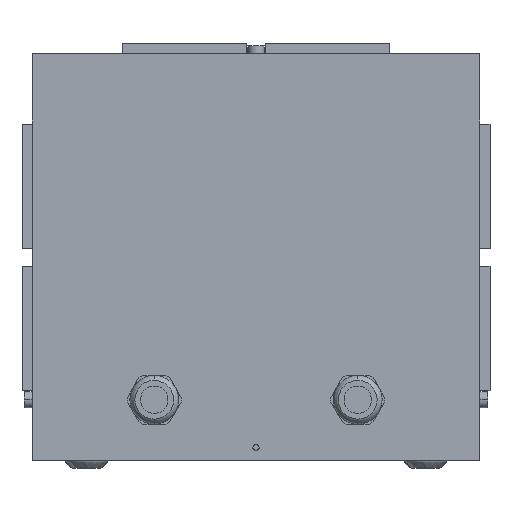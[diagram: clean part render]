
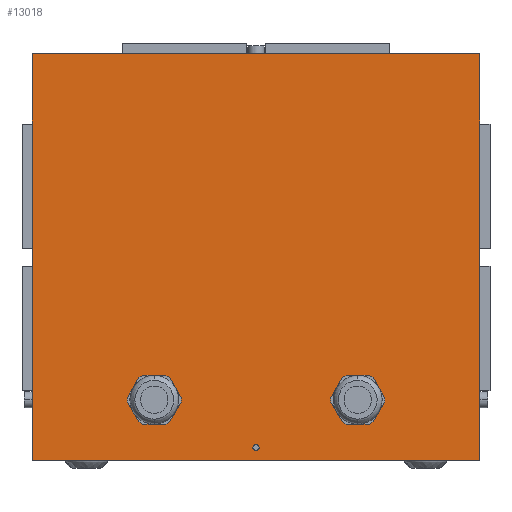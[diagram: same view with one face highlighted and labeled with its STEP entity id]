
A CAD part, front view. The second image highlights one B-rep face of the part: STEP entity #13018.
In plain terms, the highlighted planar face has unit normal (0, -1, 0).
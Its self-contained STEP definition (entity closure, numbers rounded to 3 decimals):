
#118 = CARTESIAN_POINT ( 'NONE',  ( -50., -125., 28.5 ) ) ;
#150 = CARTESIAN_POINT ( 'NONE',  ( 0., -125., 6.5 ) ) ;
#176 = DIRECTION ( 'NONE',  ( 0., -1., 0. ) ) ;
#200 = CARTESIAN_POINT ( 'NONE',  ( -110., -125., 198.5 ) ) ;
#208 = CARTESIAN_POINT ( 'NONE',  ( 0., -125., 5. ) ) ;
#227 = CIRCLE ( 'NONE', #5522, 1.5 ) ;
#245 = VERTEX_POINT ( 'NONE', #11119 ) ;
#611 = FACE_BOUND ( 'NONE', #13155, .T. ) ;
#719 = ORIENTED_EDGE ( 'NONE', *, *, #4835, .F. ) ;
#811 = EDGE_CURVE ( 'NONE', #3095, #7059, #5368, .T. ) ;
#1020 = VERTEX_POINT ( 'NONE', #8389 ) ;
#1427 = CARTESIAN_POINT ( 'NONE',  ( -50., -125., 38.75 ) ) ;
#1710 = EDGE_CURVE ( 'NONE', #245, #11589, #9022, .T. ) ;
#1726 = ORIENTED_EDGE ( 'NONE', *, *, #4999, .F. ) ;
#1962 = CARTESIAN_POINT ( 'NONE',  ( 50., -125., 28.5 ) ) ;
#2055 = VERTEX_POINT ( 'NONE', #6030 ) ;
#2104 = DIRECTION ( 'NONE',  ( 0., -1., 0. ) ) ;
#2211 = DIRECTION ( 'NONE',  ( 0., 0., -1. ) ) ;
#2722 = CARTESIAN_POINT ( 'NONE',  ( -110., -125., 198.5 ) ) ;
#2999 = DIRECTION ( 'NONE',  ( 0., 0., -1. ) ) ;
#3005 = ORIENTED_EDGE ( 'NONE', *, *, #9855, .F. ) ;
#3095 = VERTEX_POINT ( 'NONE', #7611 ) ;
#3266 = ORIENTED_EDGE ( 'NONE', *, *, #6660, .F. ) ;
#3349 = CIRCLE ( 'NONE', #12716, 10.25 ) ;
#3523 = CARTESIAN_POINT ( 'NONE',  ( 50., -125., 18.25 ) ) ;
#3695 = EDGE_LOOP ( 'NONE', ( #7571, #3005 ) ) ;
#3740 = DIRECTION ( 'NONE',  ( 1., 0., 0. ) ) ;
#3972 = CARTESIAN_POINT ( 'NONE',  ( -50., -125., 28.5 ) ) ;
#3993 = DIRECTION ( 'NONE',  ( 0., -1., 0. ) ) ;
#4067 = CARTESIAN_POINT ( 'NONE',  ( 110., -125., -1.5 ) ) ;
#4159 = LINE ( 'NONE', #4895, #8648 ) ;
#4176 = EDGE_CURVE ( 'NONE', #1020, #7059, #4159, .T. ) ;
#4225 = DIRECTION ( 'NONE',  ( 0., -1., 0. ) ) ;
#4387 = VERTEX_POINT ( 'NONE', #150 ) ;
#4544 = ORIENTED_EDGE ( 'NONE', *, *, #8032, .T. ) ;
#4550 = VECTOR ( 'NONE', #2999, 1000. ) ;
#4626 = VERTEX_POINT ( 'NONE', #1427 ) ;
#4668 = AXIS2_PLACEMENT_3D ( 'NONE', #208, #4225, #5265 ) ;
#4835 = EDGE_CURVE ( 'NONE', #6124, #3095, #7834, .T. ) ;
#4852 = AXIS2_PLACEMENT_3D ( 'NONE', #200, #5432, #6453 ) ;
#4895 = CARTESIAN_POINT ( 'NONE',  ( -110., -125., -1.5 ) ) ;
#4999 = EDGE_CURVE ( 'NONE', #4626, #2055, #3349, .T. ) ;
#5128 = CARTESIAN_POINT ( 'NONE',  ( -110., -125., 198.5 ) ) ;
#5265 = DIRECTION ( 'NONE',  ( 0., 0., -1. ) ) ;
#5290 = ORIENTED_EDGE ( 'NONE', *, *, #811, .F. ) ;
#5368 = LINE ( 'NONE', #10089, #12090 ) ;
#5369 = DIRECTION ( 'NONE',  ( 0., -1., 0. ) ) ;
#5432 = DIRECTION ( 'NONE',  ( 0., 1., 0. ) ) ;
#5522 = AXIS2_PLACEMENT_3D ( 'NONE', #7367, #5369, #6526 ) ;
#5991 = CARTESIAN_POINT ( 'NONE',  ( -110., -125., 198.5 ) ) ;
#6030 = CARTESIAN_POINT ( 'NONE',  ( -50., -125., 18.25 ) ) ;
#6044 = DIRECTION ( 'NONE',  ( 0., 0., -1. ) ) ;
#6124 = VERTEX_POINT ( 'NONE', #5991 ) ;
#6158 = EDGE_CURVE ( 'NONE', #2055, #4626, #7170, .T. ) ;
#6204 = CIRCLE ( 'NONE', #4668, 1.5 ) ;
#6222 = VERTEX_POINT ( 'NONE', #12293 ) ;
#6305 = AXIS2_PLACEMENT_3D ( 'NONE', #1962, #3993, #11165 ) ;
#6331 = FACE_OUTER_BOUND ( 'NONE', #9712, .T. ) ;
#6453 = DIRECTION ( 'NONE',  ( 0., 0., 1. ) ) ;
#6502 = ORIENTED_EDGE ( 'NONE', *, *, #1710, .F. ) ;
#6526 = DIRECTION ( 'NONE',  ( 0., 0., -1. ) ) ;
#6660 = EDGE_CURVE ( 'NONE', #11589, #245, #11167, .T. ) ;
#7059 = VERTEX_POINT ( 'NONE', #4067 ) ;
#7170 = CIRCLE ( 'NONE', #11692, 10.25 ) ;
#7212 = DIRECTION ( 'NONE',  ( 0., 0., -1. ) ) ;
#7218 = ORIENTED_EDGE ( 'NONE', *, *, #4176, .T. ) ;
#7367 = CARTESIAN_POINT ( 'NONE',  ( 0., -125., 5. ) ) ;
#7571 = ORIENTED_EDGE ( 'NONE', *, *, #11840, .F. ) ;
#7611 = CARTESIAN_POINT ( 'NONE',  ( 110., -125., 198.5 ) ) ;
#7791 = AXIS2_PLACEMENT_3D ( 'NONE', #11357, #176, #2211 ) ;
#7834 = LINE ( 'NONE', #2722, #9941 ) ;
#8032 = EDGE_CURVE ( 'NONE', #6124, #1020, #11285, .T. ) ;
#8389 = CARTESIAN_POINT ( 'NONE',  ( -110., -125., -1.5 ) ) ;
#8648 = VECTOR ( 'NONE', #12943, 1000. ) ;
#9022 = CIRCLE ( 'NONE', #7791, 10.25 ) ;
#9065 = FACE_BOUND ( 'NONE', #3695, .T. ) ;
#9712 = EDGE_LOOP ( 'NONE', ( #7218, #5290, #719, #4544 ) ) ;
#9855 = EDGE_CURVE ( 'NONE', #4387, #6222, #227, .T. ) ;
#9941 = VECTOR ( 'NONE', #3740, 1000. ) ;
#10089 = CARTESIAN_POINT ( 'NONE',  ( 110., -125., 198.5 ) ) ;
#10543 = PLANE ( 'NONE',  #4852 ) ;
#11119 = CARTESIAN_POINT ( 'NONE',  ( 50., -125., 38.75 ) ) ;
#11165 = DIRECTION ( 'NONE',  ( 0., 0., -1. ) ) ;
#11167 = CIRCLE ( 'NONE', #6305, 10.25 ) ;
#11285 = LINE ( 'NONE', #5128, #4550 ) ;
#11357 = CARTESIAN_POINT ( 'NONE',  ( 50., -125., 28.5 ) ) ;
#11589 = VERTEX_POINT ( 'NONE', #3523 ) ;
#11692 = AXIS2_PLACEMENT_3D ( 'NONE', #3972, #13130, #12155 ) ;
#11782 = FACE_BOUND ( 'NONE', #12254, .T. ) ;
#11840 = EDGE_CURVE ( 'NONE', #6222, #4387, #6204, .T. ) ;
#12090 = VECTOR ( 'NONE', #6044, 1000. ) ;
#12155 = DIRECTION ( 'NONE',  ( 0., 0., -1. ) ) ;
#12254 = EDGE_LOOP ( 'NONE', ( #13133, #1726 ) ) ;
#12293 = CARTESIAN_POINT ( 'NONE',  ( 0., -125., 3.5 ) ) ;
#12716 = AXIS2_PLACEMENT_3D ( 'NONE', #118, #2104, #7212 ) ;
#12943 = DIRECTION ( 'NONE',  ( 1., 0., 0. ) ) ;
#13018 = ADVANCED_FACE ( 'NONE', ( #11782, #611, #9065, #6331 ), #10543, .F. ) ;
#13130 = DIRECTION ( 'NONE',  ( 0., -1., 0. ) ) ;
#13133 = ORIENTED_EDGE ( 'NONE', *, *, #6158, .F. ) ;
#13155 = EDGE_LOOP ( 'NONE', ( #3266, #6502 ) ) ;
